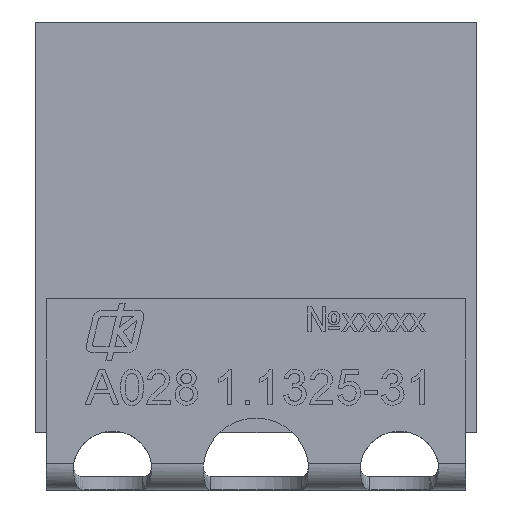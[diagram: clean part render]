
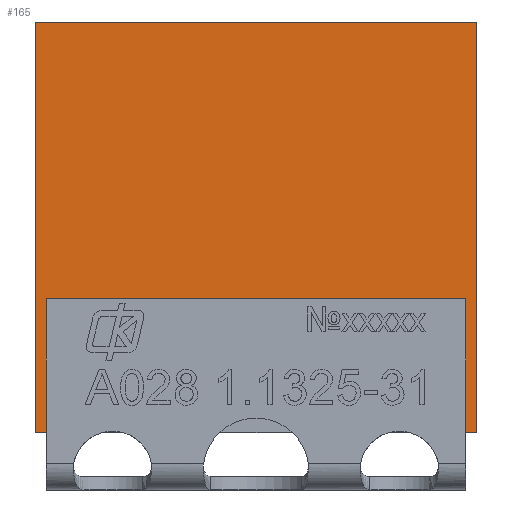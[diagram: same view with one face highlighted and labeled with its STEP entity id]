
A CAD part, top view. The second image highlights one B-rep face of the part: STEP entity #165.
In plain terms, the highlighted planar face has unit normal (0, 0, 1).
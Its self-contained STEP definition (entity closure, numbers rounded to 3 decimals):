
#165=ADVANCED_FACE('',(#3676),#3678,.F.);
#3676=FACE_BOUND('',#3677,.T.);
#3677=EDGE_LOOP('',(#9342,#9343,#9344,#9345,#9346,#9347,#9348,#9349));
#3678=PLANE('',#3679);
#3679=AXIS2_PLACEMENT_3D('',#3680,#3681,#3682);
#3680=CARTESIAN_POINT('',(-5.,4.65,1.8));
#3681=DIRECTION('',(0.,0.,-1.));
#3682=DIRECTION('',(-1.,0.,0.));
#9342=ORIENTED_EDGE('',*,*,#11436,.T.);
#9343=ORIENTED_EDGE('',*,*,#11437,.T.);
#9344=ORIENTED_EDGE('',*,*,#11438,.F.);
#9345=ORIENTED_EDGE('',*,*,#11395,.F.);
#9346=ORIENTED_EDGE('',*,*,#11439,.F.);
#9347=ORIENTED_EDGE('',*,*,#11440,.T.);
#9348=ORIENTED_EDGE('',*,*,#11441,.F.);
#9349=ORIENTED_EDGE('',*,*,#11442,.T.);
#11395=EDGE_CURVE('',#12457,#12449,#12459,.T.);
#11436=EDGE_CURVE('',#12538,#12539,#12540,.T.);
#11437=EDGE_CURVE('',#12539,#12541,#12542,.T.);
#11438=EDGE_CURVE('',#12449,#12541,#12543,.T.);
#11439=EDGE_CURVE('',#12544,#12457,#12545,.T.);
#11440=EDGE_CURVE('',#12544,#12546,#12547,.T.);
#11441=EDGE_CURVE('',#12548,#12546,#12549,.T.);
#11442=EDGE_CURVE('',#12548,#12538,#12550,.T.);
#12449=VERTEX_POINT('',#14206);
#12457=VERTEX_POINT('',#14222);
#12459=LINE('',#14226,#14227);
#12538=VERTEX_POINT('',#14387);
#12539=VERTEX_POINT('',#14388);
#12540=LINE('',#14389,#14390);
#12541=VERTEX_POINT('',#14392);
#12542=LINE('',#14393,#14394);
#12543=LINE('',#14396,#14397);
#12544=VERTEX_POINT('',#14399);
#12545=LINE('',#14400,#14401);
#12546=VERTEX_POINT('',#14403);
#12547=LINE('',#14404,#14405);
#12548=VERTEX_POINT('',#14407);
#12549=LINE('',#14408,#14409);
#12550=LINE('',#14411,#14412);
#14206=CARTESIAN_POINT('',(5.,-4.649,1.8));
#14222=CARTESIAN_POINT('',(5.,4.65,1.8));
#14226=CARTESIAN_POINT('',(5.,4.65,1.8));
#14227=VECTOR('',#14228,1.);
#14228=DIRECTION('',(0.,-1.,0.));
#14387=CARTESIAN_POINT('',(-4.75,-1.625,1.8));
#14388=CARTESIAN_POINT('',(4.75,-1.625,1.8));
#14389=CARTESIAN_POINT('',(-4.75,-1.625,1.8));
#14390=VECTOR('',#14391,1.);
#14391=DIRECTION('',(1.,0.,0.));
#14392=CARTESIAN_POINT('',(4.75,-4.649,1.8));
#14393=CARTESIAN_POINT('',(4.75,-1.625,1.8));
#14394=VECTOR('',#14395,1.);
#14395=DIRECTION('',(0.,-1.,0.));
#14396=CARTESIAN_POINT('',(5.,-4.649,1.8));
#14397=VECTOR('',#14398,1.);
#14398=DIRECTION('',(-1.,0.,0.));
#14399=CARTESIAN_POINT('',(-5.,4.65,1.8));
#14400=CARTESIAN_POINT('',(-5.,4.65,1.8));
#14401=VECTOR('',#14402,1.);
#14402=DIRECTION('',(1.,0.,0.));
#14403=CARTESIAN_POINT('',(-5.,-4.649,1.8));
#14404=CARTESIAN_POINT('',(-5.,4.65,1.8));
#14405=VECTOR('',#14406,1.);
#14406=DIRECTION('',(0.,-1.,0.));
#14407=CARTESIAN_POINT('',(-4.75,-4.649,1.8));
#14408=CARTESIAN_POINT('',(-4.75,-4.649,1.8));
#14409=VECTOR('',#14410,1.);
#14410=DIRECTION('',(-1.,0.,0.));
#14411=CARTESIAN_POINT('',(-4.75,-4.649,1.8));
#14412=VECTOR('',#14413,1.);
#14413=DIRECTION('',(0.,1.,0.));
